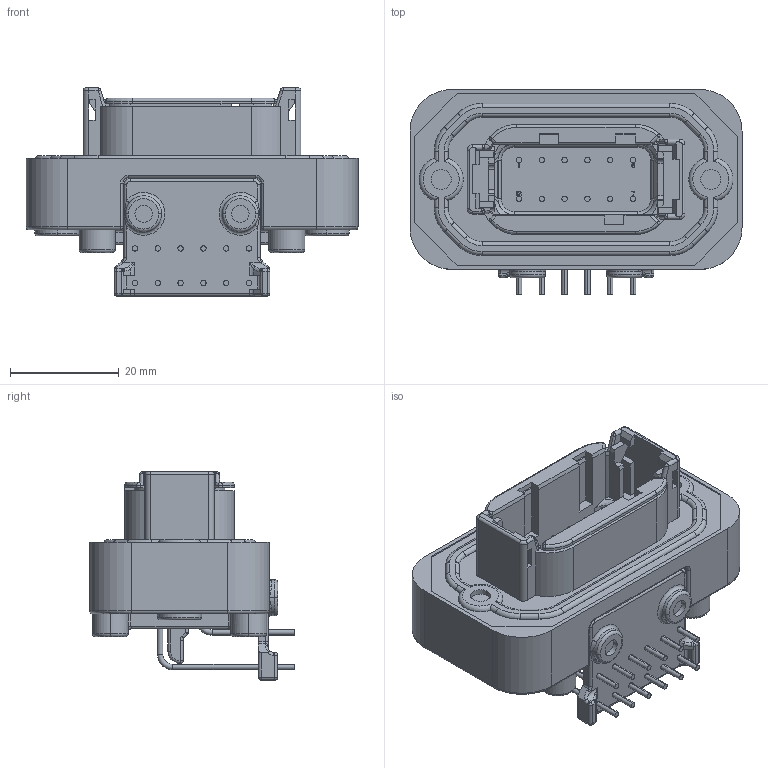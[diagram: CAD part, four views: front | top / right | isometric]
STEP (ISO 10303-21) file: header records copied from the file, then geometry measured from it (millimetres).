
FILE_DESCRIPTION((''),'2;1');
FILE_NAME('C-DTM13-12PA','2013-03-26T',('workeradm'),('Tyco Electronics Ltd.'),'PRO/ENGINEER BY PARAMETRIC TECHNOLOGY CORPORATION, 2011490','PRO/ENGINEER BY PARAMETRIC TECHNOLOGY CORPORATION, 2011490','');
FILE_SCHEMA(('AUTOMOTIVE_DESIGN { 1 0 10303 214 1 1 1 1 }'));
Length unit declared in the file: millimetre
Products named in the file (1): C-DTM13-12PA
Bounding box: 60.96 x 37.59 x 38.21 mm (x, y, z)
Volume: 28871.3 mm3; surface area: 14298.7 mm2
Topology: 1 solids, 1 shells, 992 faces, 2489 edges, 1527 vertices
Faces by surface type: plane 440, cylinder 354, torus 110, bspline 40, sphere 34, cone 14
Entity records: 33182 total; most frequent: CARTESIAN_POINT 8795, DIRECTION 5158, ORIENTED_EDGE 4978, EDGE_CURVE 2489, AXIS2_PLACEMENT_3D 1834, VERTEX_POINT 1527, VECTOR 1490, LINE 1490
